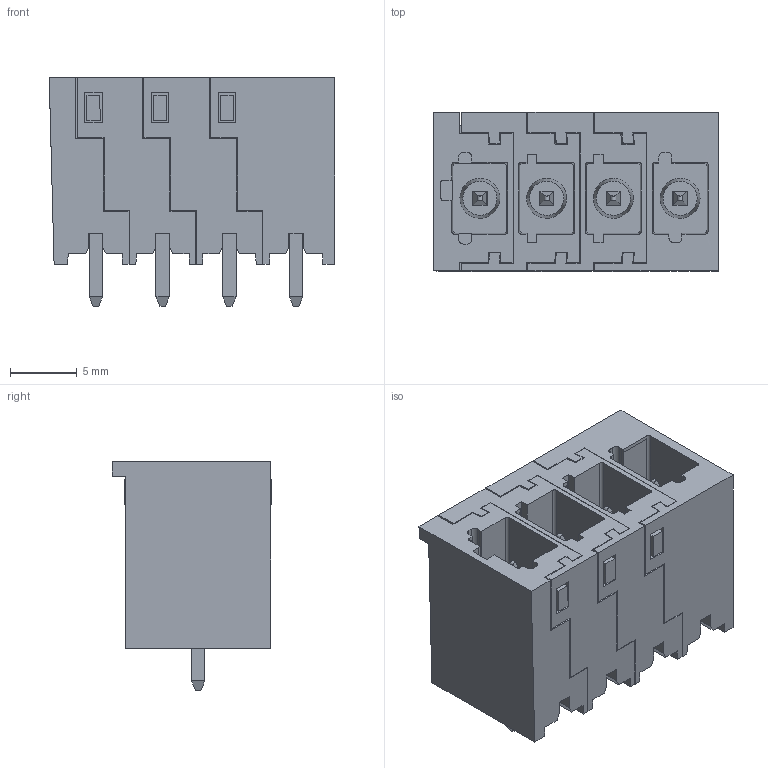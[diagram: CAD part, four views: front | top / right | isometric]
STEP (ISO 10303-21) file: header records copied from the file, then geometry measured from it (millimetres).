
FILE_DESCRIPTION(('CATIA V5 STEP Exchange','CAx-IF Rec.Pracs.--- Model Styling and Organization---1.4--- 2014-01-23'),'2;1');
FILE_NAME ('1328161-7_0_8000072431_8000072431.stp','2022-05-03T11:09:59+00:00',('none'),('Weidmueller'),'CATIA Version 5-6 Release 2016 SP3 HF44','CATIA V5 STEP AP214','none');
FILE_SCHEMA(('AUTOMOTIVE_DESIGN { 1 0 10303 214 1 1 1 1 }'));
Length unit declared in the file: millimetre
Products named in the file (1): 8000072431
Bounding box: 21.4 x 11.98 x 17.15 mm (x, y, z)
Volume: 2223.2 mm3; surface area: 4237.8 mm2
Topology: 8 solids, 8 shells, 454 faces, 1247 edges, 816 vertices
Faces by surface type: plane 408, cylinder 38, cone 8
Entity records: 14465 total; most frequent: CARTESIAN_POINT 2942, ORIENTED_EDGE 2494, DIRECTION 2123, EDGE_CURVE 1247, VECTOR 1155, LINE 1155, VERTEX_POINT 816, AXIS2_PLACEMENT_3D 515
